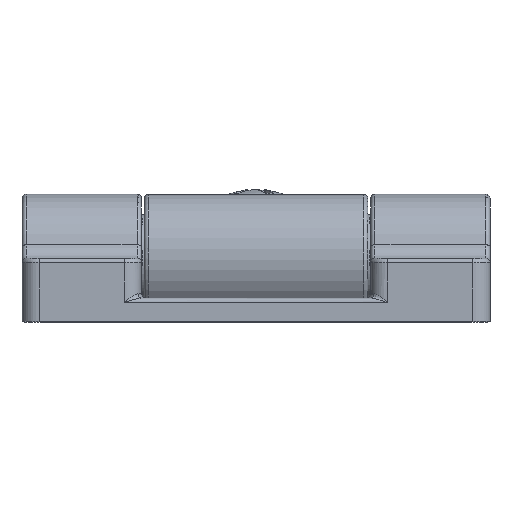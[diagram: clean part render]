
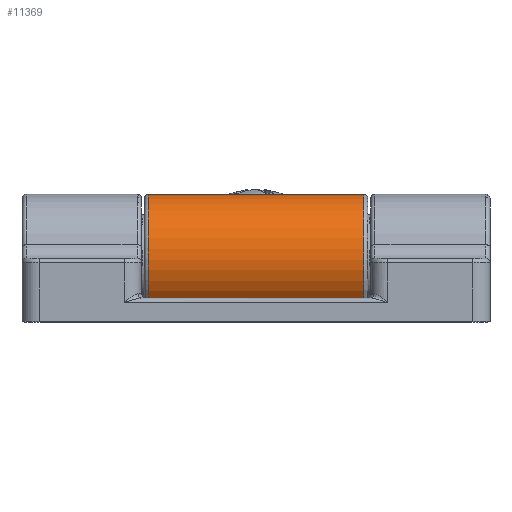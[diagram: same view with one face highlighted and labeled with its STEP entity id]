
A CAD part, top view. The second image highlights one B-rep face of the part: STEP entity #11369.
In plain terms, the highlighted cylindrical face has radius 5.905 mm (diameter 11.811 mm), a partial arc.
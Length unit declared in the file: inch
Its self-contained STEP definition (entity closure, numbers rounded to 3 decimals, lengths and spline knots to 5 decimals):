
#385=B_SPLINE_CURVE_WITH_KNOTS('',3,(#20227,#20228,#20229,#20230,#20231,
#20232,#20233,#20234,#20235,#20236),.UNSPECIFIED.,.F.,.F.,(4,2,2,2,4),(-0.00001,
0.,0.00043,0.00088,0.00191),
 .UNSPECIFIED.);
#390=B_SPLINE_CURVE_WITH_KNOTS('',3,(#20425,#20426,#20427,#20428,#20429,
#20430,#20431,#20432,#20433,#20434),.UNSPECIFIED.,.F.,.F.,(4,2,2,2,4),(-0.00001,
0.,0.00043,0.00088,0.00191),
 .UNSPECIFIED.);
#394=B_SPLINE_CURVE_WITH_KNOTS('',3,(#20585,#20586,#20587,#20588,#20589,
#20590,#20591,#20592,#20593,#20594,#20595,#20596),.UNSPECIFIED.,.F.,.F.,
(4,2,2,2,2,4),(0.,0.00001,0.00133,0.00189,
0.00244,0.00245),.UNSPECIFIED.);
#401=B_SPLINE_CURVE_WITH_KNOTS('',3,(#20965,#20966,#20967,#20968,#20969,
#20970,#20971,#20972,#20973,#20974,#20975,#20976),.UNSPECIFIED.,.F.,.F.,
(4,2,2,2,2,4),(0.,0.00001,0.00133,0.00189,
0.00244,0.00245),.UNSPECIFIED.);
#1482=FACE_OUTER_BOUND('',#2166,.T.);
#2166=EDGE_LOOP('',(#10279,#10280,#10281,#10282,#10283,#10284,#10285,#10286,
#10287,#10288,#10289,#10290,#10291,#10292,#10293,#10294));
#3131=LINE('',#20314,#4163);
#3138=LINE('',#20512,#4170);
#3163=LINE('',#20782,#4195);
#3201=LINE('',#21079,#4233);
#3202=LINE('',#21081,#4234);
#3203=LINE('',#21082,#4235);
#4163=VECTOR('',#14547,0.3937);
#4170=VECTOR('',#14588,0.3937);
#4195=VECTOR('',#14735,0.3937);
#4233=VECTOR('',#14927,0.3937);
#4234=VECTOR('',#14930,0.3937);
#4235=VECTOR('',#14931,0.3937);
#4531=CIRCLE('',#12147,0.2325);
#4539=CIRCLE('',#12164,0.2325);
#4550=CIRCLE('',#12184,0.2325);
#4563=CIRCLE('',#12206,0.2325);
#4571=CIRCLE('',#12218,0.2325);
#4611=CIRCLE('',#12288,0.2325);
#5526=VERTEX_POINT('',#20225);
#5527=VERTEX_POINT('',#20226);
#5528=VERTEX_POINT('',#20258);
#5533=VERTEX_POINT('',#20270);
#5542=VERTEX_POINT('',#20423);
#5543=VERTEX_POINT('',#20424);
#5544=VERTEX_POINT('',#20456);
#5549=VERTEX_POINT('',#20468);
#5554=VERTEX_POINT('',#20584);
#5559=VERTEX_POINT('',#20659);
#5563=VERTEX_POINT('',#20672);
#5570=VERTEX_POINT('',#20702);
#5579=VERTEX_POINT('',#20730);
#5580=VERTEX_POINT('',#20735);
#5628=VERTEX_POINT('',#20964);
#5633=VERTEX_POINT('',#21038);
#7040=EDGE_CURVE('',#5526,#5527,#385,.F.);
#7043=EDGE_CURVE('',#5527,#5528,#4531,.T.);
#7050=EDGE_CURVE('',#5533,#5526,#3131,.T.);
#7063=EDGE_CURVE('',#5542,#5543,#390,.F.);
#7066=EDGE_CURVE('',#5543,#5544,#4539,.T.);
#7073=EDGE_CURVE('',#5549,#5542,#3138,.T.);
#7082=EDGE_CURVE('',#5554,#5549,#394,.F.);
#7091=EDGE_CURVE('',#5559,#5554,#4550,.T.);
#7112=EDGE_CURVE('',#5570,#5563,#4563,.T.);
#7122=EDGE_CURVE('',#5580,#5579,#4571,.T.);
#7140=EDGE_CURVE('',#5528,#5570,#3163,.T.);
#7198=EDGE_CURVE('',#5628,#5533,#401,.F.);
#7207=EDGE_CURVE('',#5633,#5628,#4611,.T.);
#7227=EDGE_CURVE('',#5579,#5559,#3201,.T.);
#7228=EDGE_CURVE('',#5544,#5633,#3202,.T.);
#7229=EDGE_CURVE('',#5580,#5563,#3203,.T.);
#10279=ORIENTED_EDGE('',*,*,#7050,.F.);
#10280=ORIENTED_EDGE('',*,*,#7198,.F.);
#10281=ORIENTED_EDGE('',*,*,#7207,.F.);
#10282=ORIENTED_EDGE('',*,*,#7228,.F.);
#10283=ORIENTED_EDGE('',*,*,#7066,.F.);
#10284=ORIENTED_EDGE('',*,*,#7063,.F.);
#10285=ORIENTED_EDGE('',*,*,#7073,.F.);
#10286=ORIENTED_EDGE('',*,*,#7082,.F.);
#10287=ORIENTED_EDGE('',*,*,#7091,.F.);
#10288=ORIENTED_EDGE('',*,*,#7227,.F.);
#10289=ORIENTED_EDGE('',*,*,#7122,.F.);
#10290=ORIENTED_EDGE('',*,*,#7229,.T.);
#10291=ORIENTED_EDGE('',*,*,#7112,.F.);
#10292=ORIENTED_EDGE('',*,*,#7140,.F.);
#10293=ORIENTED_EDGE('',*,*,#7043,.F.);
#10294=ORIENTED_EDGE('',*,*,#7040,.F.);
#10784=CYLINDRICAL_SURFACE('',#12307,0.2325);
#11369=ADVANCED_FACE('',(#1482),#10784,.T.);
#12147=AXIS2_PLACEMENT_3D('',#20259,#14535,#14536);
#12164=AXIS2_PLACEMENT_3D('',#20457,#14576,#14577);
#12184=AXIS2_PLACEMENT_3D('',#20661,#14624,#14625);
#12206=AXIS2_PLACEMENT_3D('',#20715,#14674,#14675);
#12218=AXIS2_PLACEMENT_3D('',#20736,#14700,#14701);
#12288=AXIS2_PLACEMENT_3D('',#21040,#14877,#14878);
#12307=AXIS2_PLACEMENT_3D('',#21080,#14928,#14929);
#14535=DIRECTION('center_axis',(1.,0.,0.));
#14536=DIRECTION('ref_axis',(0.,0.826,0.564));
#14547=DIRECTION('',(-1.,0.,0.));
#14576=DIRECTION('center_axis',(1.,0.,0.));
#14577=DIRECTION('ref_axis',(0.,0.826,0.564));
#14588=DIRECTION('',(-1.,0.,0.));
#14624=DIRECTION('center_axis',(-1.,0.,0.));
#14625=DIRECTION('ref_axis',(0.,0.826,0.564));
#14674=DIRECTION('center_axis',(-1.,0.,0.));
#14675=DIRECTION('ref_axis',(0.,0.674,-0.738));
#14700=DIRECTION('center_axis',(1.,0.,0.));
#14701=DIRECTION('ref_axis',(0.,0.674,-0.738));
#14735=DIRECTION('',(-1.,0.,0.));
#14877=DIRECTION('center_axis',(-1.,0.,0.));
#14878=DIRECTION('ref_axis',(0.,0.826,0.564));
#14927=DIRECTION('',(-1.,0.,0.));
#14928=DIRECTION('center_axis',(-1.,0.,0.));
#14929=DIRECTION('ref_axis',(0.,1.,0.));
#14930=DIRECTION('',(-1.,0.,0.));
#14931=DIRECTION('',(-1.,0.,0.));
#20225=CARTESIAN_POINT('',(-0.35489,0.22574,0.05565));
#20226=CARTESIAN_POINT('',(-0.35563,0.22568,0.05591));
#20227=CARTESIAN_POINT('Ctrl Pts',(-0.35562,0.22568,
0.05591));
#20228=CARTESIAN_POINT('Ctrl Pts',(-0.35562,0.22568,
0.05591));
#20229=CARTESIAN_POINT('Ctrl Pts',(-0.35562,0.22568,
0.05591));
#20230=CARTESIAN_POINT('Ctrl Pts',(-0.35558,0.22569,
0.05587));
#20231=CARTESIAN_POINT('Ctrl Pts',(-0.35554,0.2257,
0.05583));
#20232=CARTESIAN_POINT('Ctrl Pts',(-0.35544,0.22571,
0.05577));
#20233=CARTESIAN_POINT('Ctrl Pts',(-0.35539,0.22572,
0.05575));
#20234=CARTESIAN_POINT('Ctrl Pts',(-0.35521,0.22574,
0.05568));
#20235=CARTESIAN_POINT('Ctrl Pts',(-0.35506,0.22574,
0.05565));
#20236=CARTESIAN_POINT('Ctrl Pts',(-0.35489,0.22574,
0.05565));
#20258=CARTESIAN_POINT('',(-0.35563,0.13398,0.19001));
#20259=CARTESIAN_POINT('Origin',(-0.35563,0.,0.));
#20270=CARTESIAN_POINT('',(-0.20011,0.22574,0.05565));
#20314=CARTESIAN_POINT('',(0.34,0.22574,0.05565));
#20423=CARTESIAN_POINT('',(0.20011,0.22574,0.05565));
#20424=CARTESIAN_POINT('',(0.19937,0.22568,0.05591));
#20425=CARTESIAN_POINT('Ctrl Pts',(0.19938,0.22568,
0.05591));
#20426=CARTESIAN_POINT('Ctrl Pts',(0.19938,0.22568,
0.05591));
#20427=CARTESIAN_POINT('Ctrl Pts',(0.19938,0.22568,
0.05591));
#20428=CARTESIAN_POINT('Ctrl Pts',(0.19942,0.22569,
0.05587));
#20429=CARTESIAN_POINT('Ctrl Pts',(0.19946,0.2257,
0.05583));
#20430=CARTESIAN_POINT('Ctrl Pts',(0.19956,0.22571,
0.05577));
#20431=CARTESIAN_POINT('Ctrl Pts',(0.19961,0.22572,
0.05575));
#20432=CARTESIAN_POINT('Ctrl Pts',(0.19979,0.22574,
0.05568));
#20433=CARTESIAN_POINT('Ctrl Pts',(0.19994,0.22574,0.05565));
#20434=CARTESIAN_POINT('Ctrl Pts',(0.20011,0.22574,0.05565));
#20456=CARTESIAN_POINT('',(0.19938,0.13398,0.19001));
#20457=CARTESIAN_POINT('Origin',(0.19938,0.,0.));
#20468=CARTESIAN_POINT('',(0.35489,0.22574,0.05565));
#20512=CARTESIAN_POINT('',(0.34,0.22574,0.05565));
#20584=CARTESIAN_POINT('',(0.35563,0.22568,0.05591));
#20585=CARTESIAN_POINT('Ctrl Pts',(0.35489,0.22574,0.05565));
#20586=CARTESIAN_POINT('Ctrl Pts',(0.35489,0.22574,0.05565));
#20587=CARTESIAN_POINT('Ctrl Pts',(0.35489,0.22574,
0.05565));
#20588=CARTESIAN_POINT('Ctrl Pts',(0.35507,0.22574,
0.05565));
#20589=CARTESIAN_POINT('Ctrl Pts',(0.35521,0.22573,
0.05568));
#20590=CARTESIAN_POINT('Ctrl Pts',(0.35539,0.22572,
0.05575));
#20591=CARTESIAN_POINT('Ctrl Pts',(0.35544,0.22571,
0.05577));
#20592=CARTESIAN_POINT('Ctrl Pts',(0.35554,0.2257,
0.05583));
#20593=CARTESIAN_POINT('Ctrl Pts',(0.35558,0.22569,
0.05587));
#20594=CARTESIAN_POINT('Ctrl Pts',(0.35562,0.22568,
0.05591));
#20595=CARTESIAN_POINT('Ctrl Pts',(0.35562,0.22568,
0.05591));
#20596=CARTESIAN_POINT('Ctrl Pts',(0.35562,0.22568,
0.05591));
#20659=CARTESIAN_POINT('',(0.35563,0.13398,0.19001));
#20661=CARTESIAN_POINT('Origin',(0.35563,0.,0.));
#20672=CARTESIAN_POINT('',(-0.39188,-0.20135,-0.11625));
#20702=CARTESIAN_POINT('',(-0.39188,0.13398,0.19001));
#20715=CARTESIAN_POINT('Origin',(-0.39188,0.,0.));
#20730=CARTESIAN_POINT('',(0.39188,0.13398,0.19001));
#20735=CARTESIAN_POINT('',(0.39188,-0.20135,-0.11625));
#20736=CARTESIAN_POINT('Origin',(0.39188,0.,0.));
#20782=CARTESIAN_POINT('',(0.,0.13398,0.19001));
#20964=CARTESIAN_POINT('',(-0.19937,0.22568,0.05591));
#20965=CARTESIAN_POINT('Ctrl Pts',(-0.20011,0.22574,
0.05565));
#20966=CARTESIAN_POINT('Ctrl Pts',(-0.20011,0.22574,
0.05565));
#20967=CARTESIAN_POINT('Ctrl Pts',(-0.20011,0.22574,
0.05565));
#20968=CARTESIAN_POINT('Ctrl Pts',(-0.19993,0.22574,0.05565));
#20969=CARTESIAN_POINT('Ctrl Pts',(-0.19979,0.22573,
0.05568));
#20970=CARTESIAN_POINT('Ctrl Pts',(-0.19961,0.22572,
0.05575));
#20971=CARTESIAN_POINT('Ctrl Pts',(-0.19956,0.22571,
0.05577));
#20972=CARTESIAN_POINT('Ctrl Pts',(-0.19946,0.2257,
0.05583));
#20973=CARTESIAN_POINT('Ctrl Pts',(-0.19942,0.22569,
0.05587));
#20974=CARTESIAN_POINT('Ctrl Pts',(-0.19938,0.22568,
0.05591));
#20975=CARTESIAN_POINT('Ctrl Pts',(-0.19938,0.22568,
0.05591));
#20976=CARTESIAN_POINT('Ctrl Pts',(-0.19938,0.22568,
0.05591));
#21038=CARTESIAN_POINT('',(-0.19938,0.13398,0.19001));
#21040=CARTESIAN_POINT('Origin',(-0.19938,0.,0.));
#21079=CARTESIAN_POINT('',(0.,0.13398,0.19001));
#21080=CARTESIAN_POINT('Origin',(0.,0.,0.));
#21081=CARTESIAN_POINT('',(0.,0.13398,0.19001));
#21082=CARTESIAN_POINT('',(0.,-0.20135,-0.11625));
